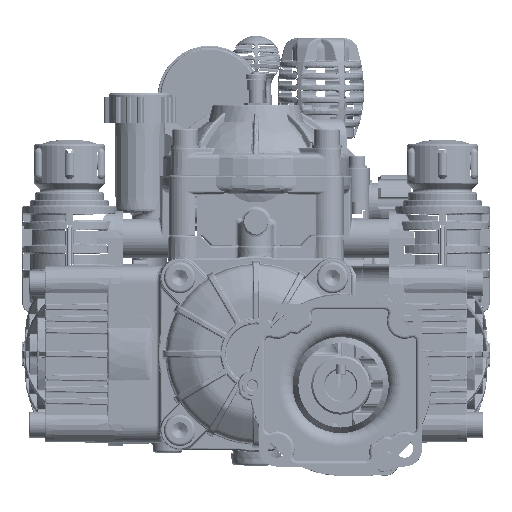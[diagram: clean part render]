
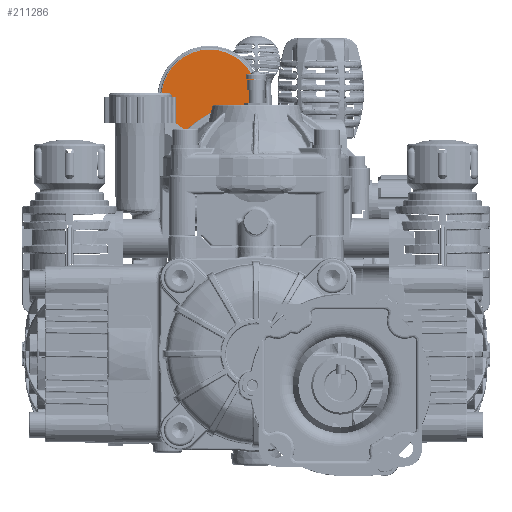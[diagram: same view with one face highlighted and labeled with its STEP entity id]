
A CAD part, top view. The second image highlights one B-rep face of the part: STEP entity #211286.
In plain terms, the highlighted planar face has unit normal (0, 0, 1).
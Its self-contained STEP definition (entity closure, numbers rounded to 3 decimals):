
#18249 = CARTESIAN_POINT ( 'NONE',  ( -23.663, 182.121, -60.512 ) ) ;
#24469 = DIRECTION ( 'NONE',  ( 0.866, 0.5, 0. ) ) ;
#54574 = PLANE ( 'NONE',  #244904 ) ;
#57097 = DIRECTION ( 'NONE',  ( 0.866, 0.5, 0. ) ) ;
#94018 = EDGE_LOOP ( 'NONE', ( #372069, #125438 ) ) ;
#117263 = CARTESIAN_POINT ( 'NONE',  ( -23.663, 182.121, -60.512 ) ) ;
#125438 = ORIENTED_EDGE ( 'NONE', *, *, #333706, .T. ) ;
#167084 = VERTEX_POINT ( 'NONE', #322662 ) ;
#176887 = CARTESIAN_POINT ( 'NONE',  ( -23.663, 182.121, -60.512 ) ) ;
#202636 = VERTEX_POINT ( 'NONE', #331597 ) ;
#211286 = ADVANCED_FACE ( 'NONE', ( #329358 ), #54574, .T. ) ;
#217936 = AXIS2_PLACEMENT_3D ( 'NONE', #18249, #232799, #355201 ) ;
#232799 = DIRECTION ( 'NONE',  ( 0., 0., 1. ) ) ;
#244904 = AXIS2_PLACEMENT_3D ( 'NONE', #176887, #299232, #24469 ) ;
#275365 = CIRCLE ( 'NONE', #326660, 24.5 ) ;
#284314 = EDGE_CURVE ( 'NONE', #202636, #167084, #275365, .T. ) ;
#299232 = DIRECTION ( 'NONE',  ( 0., 0., 1. ) ) ;
#322662 = CARTESIAN_POINT ( 'NONE',  ( -44.881, 169.871, -60.512 ) ) ;
#326660 = AXIS2_PLACEMENT_3D ( 'NONE', #117263, #331852, #57097 ) ;
#329358 = FACE_OUTER_BOUND ( 'NONE', #94018, .T. ) ;
#331597 = CARTESIAN_POINT ( 'NONE',  ( -2.445, 194.371, -60.512 ) ) ;
#331852 = DIRECTION ( 'NONE',  ( 0., 0., 1. ) ) ;
#333706 = EDGE_CURVE ( 'NONE', #167084, #202636, #390924, .T. ) ;
#355201 = DIRECTION ( 'NONE',  ( 0.866, 0.5, 0. ) ) ;
#372069 = ORIENTED_EDGE ( 'NONE', *, *, #284314, .T. ) ;
#390924 = CIRCLE ( 'NONE', #217936, 24.5 ) ;
